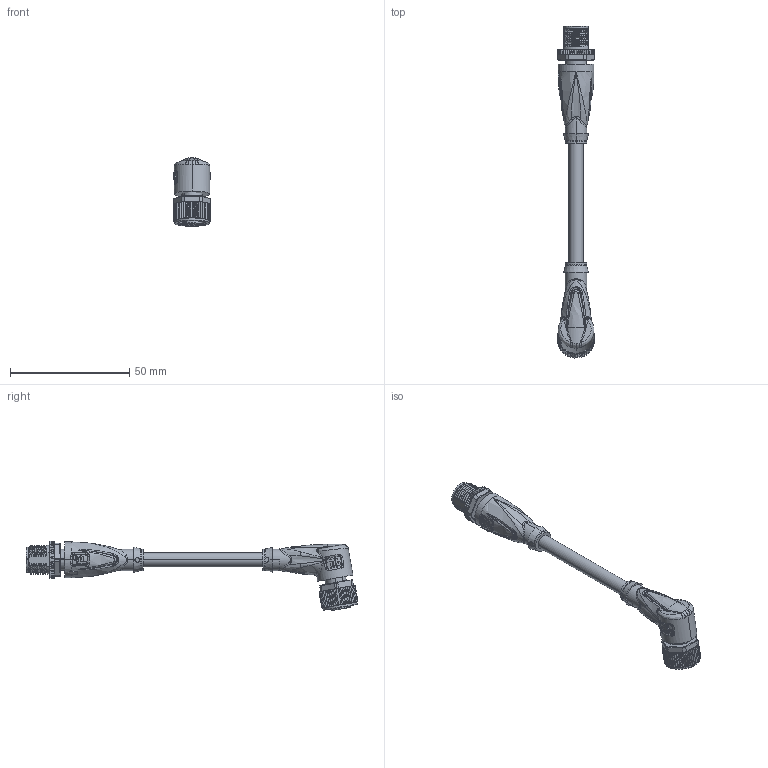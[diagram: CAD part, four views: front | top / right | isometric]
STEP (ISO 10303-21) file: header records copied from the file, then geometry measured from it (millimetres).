
FILE_DESCRIPTION(('STEP AP214'),'1');
FILE_NAME('cctmp_EE7F2048-3A05-41F9-9222-D8CBB282AE82_2022_04_27_10_54_30_0938..stp','2022-04-27T08:54:43',('KiM GmbH'),('CADClick - www.CADClick.com'),'Spatial InterOp 3D postprocessed',' ','unknown authorization');
FILE_SCHEMA(('AUTOMOTIVE_DESIGN'));
Length unit declared in the file: millimetre
Products named in the file (9): Connection2; Connection2_2; Connection2_1; T193852_1; Cable; Connection1; Connection1_2; Connection1_1; T193852
Assembly tree (8 placements, depth 4):
  T193852
    T193852_1
      Connection2
        Connection2_2
        Connection2_1
      Cable
      Connection1
        Connection1_2
        Connection1_1
Bounding box: 15.4 x 138.96 x 28.93 mm (x, y, z)
Volume: 12972.1 mm3; surface area: 9696.3 mm2
Topology: 7 solids, 30 shells, 3164 faces, 8391 edges, 5360 vertices
Faces by surface type: plane 1707, cylinder 639, torus 322, bspline 294, cone 186, sphere 16
Entity records: 134615 total; most frequent: CARTESIAN_POINT 48161, ORIENTED_EDGE 16672, DIRECTION 15063, EDGE_CURVE 8358, VERTEX_POINT 5360, LINE 5087, VECTOR 5087, AXIS2_PLACEMENT_3D 4988
